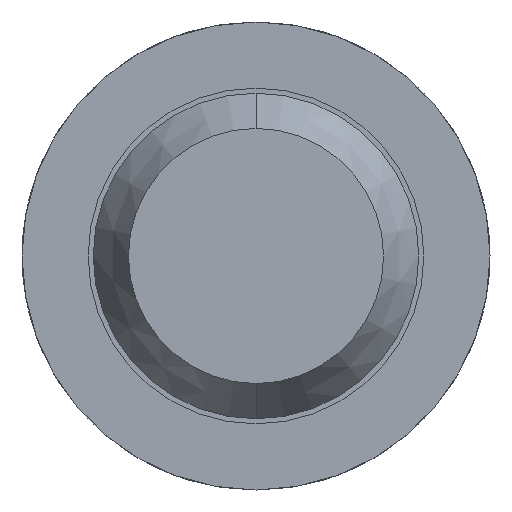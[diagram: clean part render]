
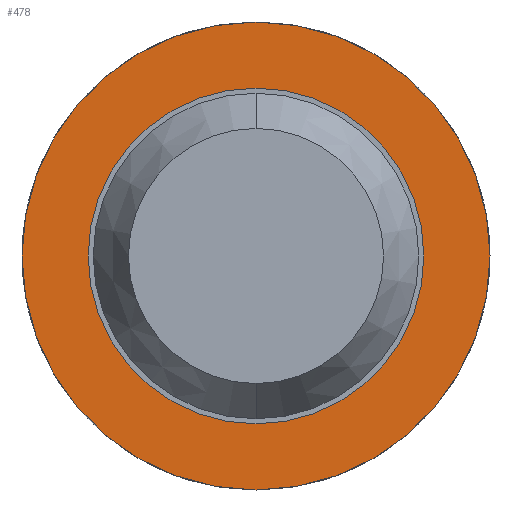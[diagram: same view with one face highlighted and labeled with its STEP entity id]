
A CAD part, front view. The second image highlights one B-rep face of the part: STEP entity #478.
In plain terms, the highlighted planar face has unit normal (0, -1, 0).
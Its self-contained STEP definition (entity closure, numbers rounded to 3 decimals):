
#11 = CIRCLE ( 'NONE', #3733, 0.825 ) ;
#34 = CARTESIAN_POINT ( 'NONE',  ( 0., -1.7, 0.825 ) ) ;
#46 = DIRECTION ( 'NONE',  ( 0., 1., 0. ) ) ;
#161 = ORIENTED_EDGE ( 'NONE', *, *, #831, .F. ) ;
#186 = EDGE_CURVE ( 'Defeature ausgef�hrt2_14+Defeature ausgef�hrt2_13+Defeature ausgef�hrt2_13+Defeature ausgef�hrt2_13', #199, #2368, #2713, .T. ) ;
#199 = VERTEX_POINT ( 'NONE', #34 ) ;
#411 = AXIS2_PLACEMENT_3D ( 'NONE', #2090, #3369, #3161 ) ;
#460 = ORIENTED_EDGE ( 'NONE', *, *, #3652, .T. ) ;
#478 = ADVANCED_FACE ( 'Defeature ausgef�hrt2_14', ( #713, #2622 ), #731, .F. ) ;
#483 = DIRECTION ( 'NONE',  ( 0., 0., 1. ) ) ;
#629 = CARTESIAN_POINT ( 'NONE',  ( 0., -1.7, 1.15 ) ) ;
#713 = FACE_OUTER_BOUND ( 'NONE', #1220, .T. ) ;
#731 = PLANE ( 'NONE',  #2114 ) ;
#831 = EDGE_CURVE ( 'Defeature ausgef�hrt2_10+Defeature ausgef�hrt2_14+Defeature ausgef�hrt2_14+Defeature ausgef�hrt2_14', #2465, #3453, #2782, .T. ) ;
#838 = CARTESIAN_POINT ( 'NONE',  ( 0., -1.7, -1.15 ) ) ;
#957 = DIRECTION ( 'NONE',  ( 0., 1., 0. ) ) ;
#1062 = CARTESIAN_POINT ( 'NONE',  ( 0., -1.7, -0.825 ) ) ;
#1220 = EDGE_LOOP ( 'NONE', ( #2343, #161 ) ) ;
#1275 = CARTESIAN_POINT ( 'NONE',  ( 0., -1.7, 0. ) ) ;
#1306 = DIRECTION ( 'NONE',  ( 0., 0., 1. ) ) ;
#1333 = DIRECTION ( 'NONE',  ( 0., 0., 1. ) ) ;
#1664 = CIRCLE ( 'NONE', #411, 1.15 ) ;
#1730 = EDGE_CURVE ( 'Defeature ausgef�hrt2_10+Defeature ausgef�hrt2_14+Defeature ausgef�hrt2_14+Defeature ausgef�hrt2_14', #3453, #2465, #1664, .T. ) ;
#1914 = AXIS2_PLACEMENT_3D ( 'NONE', #1275, #957, #2508 ) ;
#2045 = CARTESIAN_POINT ( 'NONE',  ( 0., -1.7, 0. ) ) ;
#2090 = CARTESIAN_POINT ( 'NONE',  ( 0., -1.7, 0. ) ) ;
#2114 = AXIS2_PLACEMENT_3D ( 'NONE', #3250, #3862, #1333 ) ;
#2206 = ORIENTED_EDGE ( 'NONE', *, *, #186, .T. ) ;
#2235 = CARTESIAN_POINT ( 'NONE',  ( 0., -1.7, 0. ) ) ;
#2343 = ORIENTED_EDGE ( 'NONE', *, *, #1730, .F. ) ;
#2368 = VERTEX_POINT ( 'NONE', #1062 ) ;
#2465 = VERTEX_POINT ( 'NONE', #838 ) ;
#2508 = DIRECTION ( 'NONE',  ( 0., 0., 1. ) ) ;
#2561 = EDGE_LOOP ( 'NONE', ( #2206, #460 ) ) ;
#2622 = FACE_BOUND ( 'NONE', #2561, .T. ) ;
#2655 = AXIS2_PLACEMENT_3D ( 'NONE', #2235, #46, #1306 ) ;
#2713 = CIRCLE ( 'NONE', #1914, 0.825 ) ;
#2782 = CIRCLE ( 'NONE', #2655, 1.15 ) ;
#3161 = DIRECTION ( 'NONE',  ( 0., 0., 1. ) ) ;
#3250 = CARTESIAN_POINT ( 'NONE',  ( 0.825, -1.7, 0. ) ) ;
#3369 = DIRECTION ( 'NONE',  ( 0., 1., 0. ) ) ;
#3453 = VERTEX_POINT ( 'NONE', #629 ) ;
#3652 = EDGE_CURVE ( 'Defeature ausgef�hrt2_14+Defeature ausgef�hrt2_13+Defeature ausgef�hrt2_13+Defeature ausgef�hrt2_13', #2368, #199, #11, .T. ) ;
#3733 = AXIS2_PLACEMENT_3D ( 'NONE', #2045, #3962, #483 ) ;
#3862 = DIRECTION ( 'NONE',  ( 0., 1., 0. ) ) ;
#3962 = DIRECTION ( 'NONE',  ( 0., 1., 0. ) ) ;
